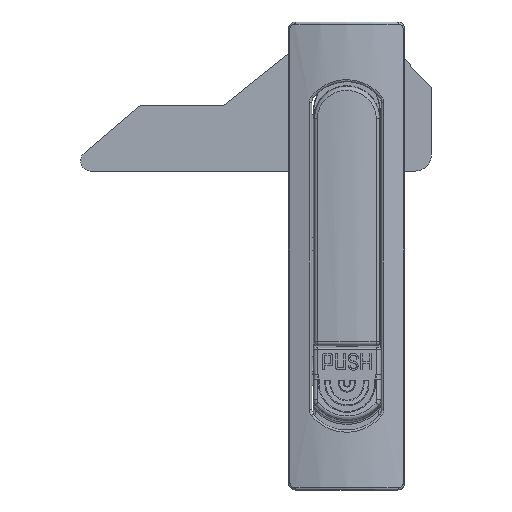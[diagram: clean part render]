
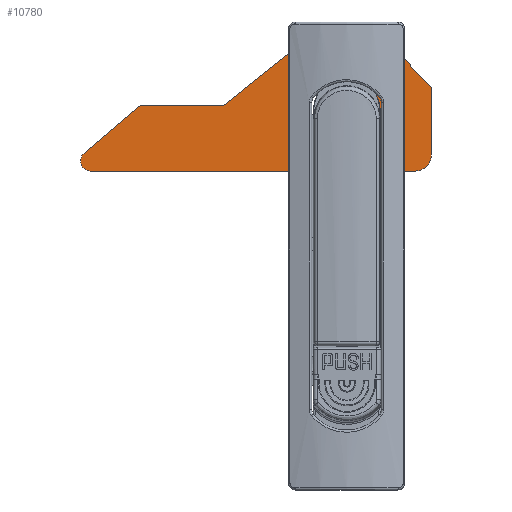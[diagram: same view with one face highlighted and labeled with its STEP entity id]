
A CAD part, top view. The second image highlights one B-rep face of the part: STEP entity #10780.
In plain terms, the highlighted face is planar.
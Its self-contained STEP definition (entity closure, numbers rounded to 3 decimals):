
#777=FACE_BOUND('',#1729,.T.);
#1037=FACE_OUTER_BOUND('',#1728,.T.);
#1728=EDGE_LOOP('',(#8256,#8257,#8258,#8259,#8260,#8261,#8262,#8263,#8264,
#8265,#8266,#8267,#8268,#8269));
#1729=EDGE_LOOP('',(#8270,#8271,#8272,#8273,#8274,#8275,#8276,#8277,#8278));
#2327=CIRCLE('',#11625,1.);
#2328=CIRCLE('',#11627,1.);
#2329=CIRCLE('',#11628,1.);
#2330=CIRCLE('',#11629,1.);
#2331=CIRCLE('',#11630,2.5);
#2332=CIRCLE('',#11631,4.);
#2333=CIRCLE('',#11632,1.);
#2334=CIRCLE('',#11633,1.);
#2335=CIRCLE('',#11634,9.417);
#2336=CIRCLE('',#11635,1.);
#2337=CIRCLE('',#11636,2.8);
#2338=CIRCLE('',#11637,1.);
#2339=CIRCLE('',#11638,2.8);
#2340=CIRCLE('',#11639,21.018);
#2341=CIRCLE('',#11640,2.8);
#3026=LINE('',#17803,#3882);
#3027=LINE('',#17807,#3883);
#3028=LINE('',#17811,#3884);
#3029=LINE('',#17815,#3885);
#3030=LINE('',#17819,#3886);
#3031=LINE('',#17823,#3887);
#3032=LINE('',#17826,#3888);
#3033=LINE('',#17836,#3889);
#3882=VECTOR('',#13609,24.911);
#3883=VECTOR('',#13612,19.781);
#3884=VECTOR('',#13615,17.521);
#3885=VECTOR('',#13618,79.5);
#3886=VECTOR('',#13621,16.099);
#3887=VECTOR('',#13624,15.085);
#3888=VECTOR('',#13627,19.222);
#3889=VECTOR('',#13636,11.295);
#4771=VERTEX_POINT('',#17793);
#4772=VERTEX_POINT('',#17795);
#4773=VERTEX_POINT('',#17799);
#4774=VERTEX_POINT('',#17800);
#4775=VERTEX_POINT('',#17802);
#4776=VERTEX_POINT('',#17804);
#4777=VERTEX_POINT('',#17806);
#4778=VERTEX_POINT('',#17808);
#4779=VERTEX_POINT('',#17810);
#4780=VERTEX_POINT('',#17812);
#4781=VERTEX_POINT('',#17814);
#4782=VERTEX_POINT('',#17816);
#4783=VERTEX_POINT('',#17818);
#4784=VERTEX_POINT('',#17820);
#4785=VERTEX_POINT('',#17822);
#4786=VERTEX_POINT('',#17824);
#4787=VERTEX_POINT('',#17827);
#4788=VERTEX_POINT('',#17829);
#4789=VERTEX_POINT('',#17831);
#4790=VERTEX_POINT('',#17833);
#4791=VERTEX_POINT('',#17835);
#4792=VERTEX_POINT('',#17837);
#4793=VERTEX_POINT('',#17839);
#6015=EDGE_CURVE('',#4771,#4772,#2327,.T.);
#6017=EDGE_CURVE('',#4773,#4774,#2328,.T.);
#6018=EDGE_CURVE('',#4773,#4775,#3026,.T.);
#6019=EDGE_CURVE('',#4776,#4775,#2329,.T.);
#6020=EDGE_CURVE('',#4776,#4777,#3027,.T.);
#6021=EDGE_CURVE('',#4778,#4777,#2330,.T.);
#6022=EDGE_CURVE('',#4778,#4779,#3028,.T.);
#6023=EDGE_CURVE('',#4779,#4780,#2331,.T.);
#6024=EDGE_CURVE('',#4780,#4781,#3029,.T.);
#6025=EDGE_CURVE('',#4782,#4781,#2332,.T.);
#6026=EDGE_CURVE('',#4782,#4783,#3030,.T.);
#6027=EDGE_CURVE('',#4784,#4783,#2333,.T.);
#6028=EDGE_CURVE('',#4784,#4785,#3031,.T.);
#6029=EDGE_CURVE('',#4786,#4785,#2334,.T.);
#6030=EDGE_CURVE('',#4786,#4774,#3032,.T.);
#6031=EDGE_CURVE('',#4771,#4787,#2335,.T.);
#6032=EDGE_CURVE('',#4788,#4787,#2336,.T.);
#6033=EDGE_CURVE('',#4788,#4789,#2337,.T.);
#6034=EDGE_CURVE('',#4790,#4789,#2338,.T.);
#6035=EDGE_CURVE('',#4790,#4791,#3033,.T.);
#6036=EDGE_CURVE('',#4791,#4792,#2339,.T.);
#6037=EDGE_CURVE('',#4792,#4793,#2340,.T.);
#6038=EDGE_CURVE('',#4793,#4772,#2341,.T.);
#8256=ORIENTED_EDGE('',*,*,#6017,.F.);
#8257=ORIENTED_EDGE('',*,*,#6018,.T.);
#8258=ORIENTED_EDGE('',*,*,#6019,.F.);
#8259=ORIENTED_EDGE('',*,*,#6020,.T.);
#8260=ORIENTED_EDGE('',*,*,#6021,.F.);
#8261=ORIENTED_EDGE('',*,*,#6022,.T.);
#8262=ORIENTED_EDGE('',*,*,#6023,.T.);
#8263=ORIENTED_EDGE('',*,*,#6024,.T.);
#8264=ORIENTED_EDGE('',*,*,#6025,.F.);
#8265=ORIENTED_EDGE('',*,*,#6026,.T.);
#8266=ORIENTED_EDGE('',*,*,#6027,.F.);
#8267=ORIENTED_EDGE('',*,*,#6028,.T.);
#8268=ORIENTED_EDGE('',*,*,#6029,.F.);
#8269=ORIENTED_EDGE('',*,*,#6030,.T.);
#8270=ORIENTED_EDGE('',*,*,#6015,.F.);
#8271=ORIENTED_EDGE('',*,*,#6031,.T.);
#8272=ORIENTED_EDGE('',*,*,#6032,.F.);
#8273=ORIENTED_EDGE('',*,*,#6033,.T.);
#8274=ORIENTED_EDGE('',*,*,#6034,.F.);
#8275=ORIENTED_EDGE('',*,*,#6035,.T.);
#8276=ORIENTED_EDGE('',*,*,#6036,.T.);
#8277=ORIENTED_EDGE('',*,*,#6037,.T.);
#8278=ORIENTED_EDGE('',*,*,#6038,.T.);
#10401=PLANE('',#11626);
#10780=ADVANCED_FACE('',(#1037,#777),#10401,.F.);
#11625=AXIS2_PLACEMENT_3D('',#17796,#13602,#13603);
#11626=AXIS2_PLACEMENT_3D('',#17798,#13605,#13606);
#11627=AXIS2_PLACEMENT_3D('',#17801,#13607,#13608);
#11628=AXIS2_PLACEMENT_3D('',#17805,#13610,#13611);
#11629=AXIS2_PLACEMENT_3D('',#17809,#13613,#13614);
#11630=AXIS2_PLACEMENT_3D('',#17813,#13616,#13617);
#11631=AXIS2_PLACEMENT_3D('',#17817,#13619,#13620);
#11632=AXIS2_PLACEMENT_3D('',#17821,#13622,#13623);
#11633=AXIS2_PLACEMENT_3D('',#17825,#13625,#13626);
#11634=AXIS2_PLACEMENT_3D('',#17828,#13628,#13629);
#11635=AXIS2_PLACEMENT_3D('',#17830,#13630,#13631);
#11636=AXIS2_PLACEMENT_3D('',#17832,#13632,#13633);
#11637=AXIS2_PLACEMENT_3D('',#17834,#13634,#13635);
#11638=AXIS2_PLACEMENT_3D('',#17838,#13637,#13638);
#11639=AXIS2_PLACEMENT_3D('',#17840,#13639,#13640);
#11640=AXIS2_PLACEMENT_3D('',#17841,#13641,#13642);
#13602=DIRECTION('center_axis',(0.,0.,1.));
#13603=DIRECTION('ref_axis',(-0.886,-0.464,0.));
#13605=DIRECTION('center_axis',(0.,0.,1.));
#13606=DIRECTION('ref_axis',(1.,0.,0.));
#13607=DIRECTION('center_axis',(0.,0.,1.));
#13608=DIRECTION('ref_axis',(0.331,0.944,0.));
#13609=DIRECTION('',(0.781,-0.625,0.));
#13610=DIRECTION('center_axis',(0.,0.,-1.));
#13611=DIRECTION('ref_axis',(-0.331,-0.944,0.));
#13612=DIRECTION('',(1.,0.,0.));
#13613=DIRECTION('center_axis',(0.,0.,1.));
#13614=DIRECTION('ref_axis',(0.345,0.938,0.));
#13615=DIRECTION('',(0.761,-0.648,0.));
#13616=DIRECTION('center_axis',(0.,0.,-1.));
#13617=DIRECTION('ref_axis',(0.,-1.,0.));
#13618=DIRECTION('',(-1.,0.,0.));
#13619=DIRECTION('center_axis',(0.,0.,1.));
#13620=DIRECTION('ref_axis',(-0.707,-0.707,0.));
#13621=DIRECTION('',(0.,1.,0.));
#13622=DIRECTION('center_axis',(0.,0.,1.));
#13623=DIRECTION('ref_axis',(-0.928,0.372,0.));
#13624=DIRECTION('',(0.691,0.723,0.));
#13625=DIRECTION('center_axis',(0.,0.,1.));
#13626=DIRECTION('ref_axis',(-0.393,0.92,0.));
#13627=DIRECTION('',(1.,0.,0.));
#13628=DIRECTION('center_axis',(0.,0.,1.));
#13629=DIRECTION('ref_axis',(-0.056,0.998,0.));
#13630=DIRECTION('center_axis',(0.,0.,1.));
#13631=DIRECTION('ref_axis',(0.66,-0.751,0.));
#13632=DIRECTION('center_axis',(0.,0.,1.));
#13633=DIRECTION('ref_axis',(0.301,0.954,0.));
#13634=DIRECTION('center_axis',(0.,0.,1.));
#13635=DIRECTION('ref_axis',(-0.444,0.896,0.));
#13636=DIRECTION('',(1.,0.,0.));
#13637=DIRECTION('center_axis',(0.,0.,1.));
#13638=DIRECTION('ref_axis',(-0.886,-0.464,0.));
#13639=DIRECTION('center_axis',(0.,0.,1.));
#13640=DIRECTION('ref_axis',(0.998,-0.056,0.));
#13641=DIRECTION('center_axis',(0.,0.,1.));
#13642=DIRECTION('ref_axis',(0.691,0.723,0.));
#17793=CARTESIAN_POINT('',(20.466,21.265,-1.));
#17795=CARTESIAN_POINT('',(21.119,22.701,-1.));
#17796=CARTESIAN_POINT('Origin',(20.233,22.238,-1.));
#17798=CARTESIAN_POINT('Origin',(38.804,11.519,-1.));
#17799=CARTESIAN_POINT('',(31.274,31.781,-1.));
#17800=CARTESIAN_POINT('',(30.649,32.,-1.));
#17801=CARTESIAN_POINT('Origin',(30.649,31.,-1.));
#17802=CARTESIAN_POINT('',(50.726,16.219,-1.));
#17803=CARTESIAN_POINT('',(51.,16.,-1.));
#17804=CARTESIAN_POINT('',(51.351,16.,-1.));
#17805=CARTESIAN_POINT('Origin',(51.351,17.,-1.));
#17806=CARTESIAN_POINT('',(71.132,16.,-1.));
#17807=CARTESIAN_POINT('',(71.5,16.,-1.));
#17808=CARTESIAN_POINT('',(71.78,15.761,-1.));
#17809=CARTESIAN_POINT('Origin',(71.132,15.,-1.));
#17810=CARTESIAN_POINT('',(85.121,4.404,-1.));
#17811=CARTESIAN_POINT('',(85.121,4.404,-1.));
#17812=CARTESIAN_POINT('',(83.5,0.,-1.));
#17813=CARTESIAN_POINT('Origin',(83.5,2.5,-1.));
#17814=CARTESIAN_POINT('',(4.,0.,-1.));
#17815=CARTESIAN_POINT('',(0.,0.,-1.));
#17816=CARTESIAN_POINT('',(0.,4.,-1.));
#17817=CARTESIAN_POINT('Origin',(4.,4.,-1.));
#17818=CARTESIAN_POINT('',(0.,20.099,-1.));
#17819=CARTESIAN_POINT('',(0.,20.5,-1.));
#17820=CARTESIAN_POINT('',(0.277,20.79,-1.));
#17821=CARTESIAN_POINT('Origin',(1.,20.099,-1.));
#17822=CARTESIAN_POINT('',(10.705,31.691,-1.));
#17823=CARTESIAN_POINT('',(11.,32.,-1.));
#17824=CARTESIAN_POINT('',(11.427,32.,-1.));
#17825=CARTESIAN_POINT('Origin',(11.427,31.,-1.));
#17826=CARTESIAN_POINT('',(31.,32.,-1.));
#17827=CARTESIAN_POINT('',(13.338,13.456,-1.));
#17828=CARTESIAN_POINT('Origin',(22.658,12.106,-1.));
#17829=CARTESIAN_POINT('',(12.363,12.6,-1.));
#17830=CARTESIAN_POINT('Origin',(12.348,13.6,-1.));
#17831=CARTESIAN_POINT('',(14.633,8.105,-1.));
#17832=CARTESIAN_POINT('Origin',(12.404,9.8,-1.));
#17833=CARTESIAN_POINT('',(15.429,8.5,-1.));
#17834=CARTESIAN_POINT('Origin',(15.429,7.5,-1.));
#17835=CARTESIAN_POINT('',(26.725,8.5,-1.));
#17836=CARTESIAN_POINT('',(32.764,8.5,-1.));
#17837=CARTESIAN_POINT('',(32.,9.642,-1.));
#17838=CARTESIAN_POINT('Origin',(29.204,9.8,-1.));
#17839=CARTESIAN_POINT('',(25.534,26.025,-1.));
#17840=CARTESIAN_POINT('Origin',(11.015,10.827,-1.));
#17841=CARTESIAN_POINT('Origin',(23.6,24.,-1.));
